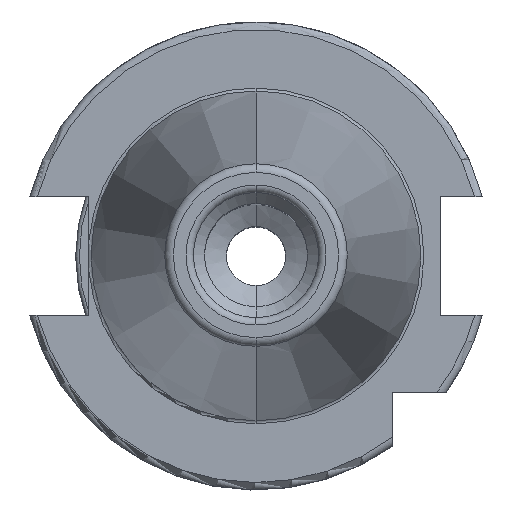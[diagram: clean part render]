
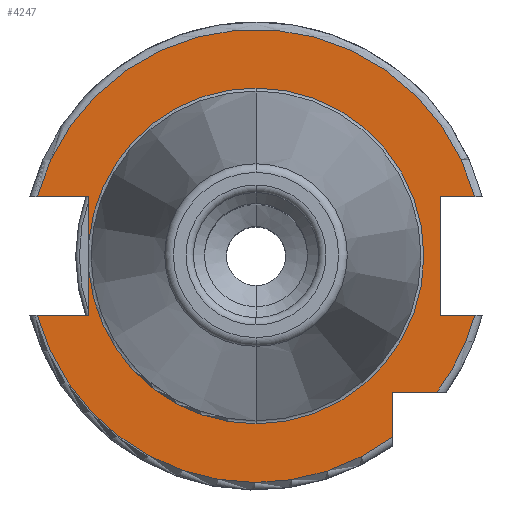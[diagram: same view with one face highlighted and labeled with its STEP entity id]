
A CAD part, top view. The second image highlights one B-rep face of the part: STEP entity #4247.
In plain terms, the highlighted planar face has unit normal (0, 0, 1).
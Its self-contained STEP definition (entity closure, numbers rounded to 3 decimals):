
#906=CARTESIAN_POINT('',(0,0,15.9));
#907=DIRECTION('',(0,0,-1));
#908=DIRECTION('',(0,1,0));
#909=AXIS2_PLACEMENT_3D('',#906,#907,#908);
#921=CARTESIAN_POINT('',(0,0,15.9));
#922=DIRECTION('',(0,0,1));
#923=DIRECTION('',(0,1,0));
#924=AXIS2_PLACEMENT_3D('',#921,#922,#923);
#936=CARTESIAN_POINT('',(0,0,15.9));
#937=DIRECTION('',(0,0,1));
#938=DIRECTION('',(-0.996,-0.094,0));
#939=AXIS2_PLACEMENT_3D('',#936,#937,#938);
#1728=CARTESIAN_POINT('',(0,0,15.9));
#1729=DIRECTION('',(0,0,1));
#1730=DIRECTION('',(0.965,0.262,0));
#1731=AXIS2_PLACEMENT_3D('',#1728,#1729,#1730);
#1779=CARTESIAN_POINT('',(0,0,15.9));
#1780=DIRECTION('',(0,0,1));
#1781=DIRECTION('',(-0.965,-0.262,0));
#1782=AXIS2_PLACEMENT_3D('',#1779,#1780,#1781);
#1795=DIRECTION('',(1,0,0));
#1796=VECTOR('',#1795,7.004);
#1797=CARTESIAN_POINT('',(-29.704,-8.05,15.9));
#1798=LINE('',#1797,#1796);
#1799=DIRECTION('',(0,1,0));
#1800=VECTOR('',#1799,5.917);
#1801=CARTESIAN_POINT('',(-22.7,-8.05,15.9));
#1802=LINE('',#1801,#1800);
#1803=DIRECTION('',(0,1,0));
#1804=VECTOR('',#1803,5.917);
#1805=CARTESIAN_POINT('',(-22.7,2.133,15.9));
#1806=LINE('',#1805,#1804);
#1807=DIRECTION('',(1,0,0));
#1808=VECTOR('',#1807,7.004);
#1809=CARTESIAN_POINT('',(-29.704,8.05,15.9));
#1810=LINE('',#1809,#1808);
#1811=DIRECTION('',(-1,0,0));
#1812=VECTOR('',#1811,4.704);
#1813=CARTESIAN_POINT('',(29.704,8.05,15.9));
#1814=LINE('',#1813,#1812);
#1815=DIRECTION('',(0,-1,0));
#1816=VECTOR('',#1815,16.1);
#1817=CARTESIAN_POINT('',(25,8.05,15.9));
#1818=LINE('',#1817,#1816);
#1819=DIRECTION('',(-1,0,0));
#1820=VECTOR('',#1819,4.704);
#1821=CARTESIAN_POINT('',(29.704,-8.05,15.9));
#1822=LINE('',#1821,#1820);
#1823=CARTESIAN_POINT('',(0,0,15.9));
#1824=DIRECTION('',(0,0,1));
#1825=DIRECTION('',(0.799,-0.601,0));
#1826=AXIS2_PLACEMENT_3D('',#1823,#1824,#1825);
#1828=DIRECTION('',(-1,0,0));
#1829=VECTOR('',#1828,6.094);
#1830=CARTESIAN_POINT('',(24.594,-18.5,15.9));
#1831=LINE('',#1830,#1829);
#1832=DIRECTION('',(0,1,0));
#1833=VECTOR('',#1832,6.094);
#1834=CARTESIAN_POINT('',(18.5,-24.594,15.9));
#1835=LINE('',#1834,#1833);
#1845=CARTESIAN_POINT('',(0,22.8,15.9));
#1847=VERTEX_POINT('',#1845);
#1867=CARTESIAN_POINT('',(0,-22.8,15.9));
#1869=VERTEX_POINT('',#1867);
#2007=CARTESIAN_POINT('',(-29.704,-8.05,15.9));
#2008=CARTESIAN_POINT('',(-22.7,-8.05,15.9));
#2009=VERTEX_POINT('',#2007);
#2010=VERTEX_POINT('',#2008);
#2011=CARTESIAN_POINT('',(-22.7,-2.133,15.9));
#2012=VERTEX_POINT('',#2011);
#2013=CARTESIAN_POINT('',(-22.7,2.133,15.9));
#2014=CARTESIAN_POINT('',(-22.7,8.05,15.9));
#2015=VERTEX_POINT('',#2013);
#2016=VERTEX_POINT('',#2014);
#2017=CARTESIAN_POINT('',(-29.704,8.05,15.9));
#2018=VERTEX_POINT('',#2017);
#2019=CARTESIAN_POINT('',(25,8.05,15.9));
#2020=CARTESIAN_POINT('',(25,-8.05,15.9));
#2021=VERTEX_POINT('',#2019);
#2022=VERTEX_POINT('',#2020);
#2023=CARTESIAN_POINT('',(29.704,-8.05,15.9));
#2024=VERTEX_POINT('',#2023);
#2025=CARTESIAN_POINT('',(29.704,8.05,15.9));
#2026=VERTEX_POINT('',#2025);
#2027=CARTESIAN_POINT('',(18.5,-24.594,15.9));
#2028=CARTESIAN_POINT('',(18.5,-18.5,15.9));
#2029=VERTEX_POINT('',#2027);
#2030=VERTEX_POINT('',#2028);
#2031=CARTESIAN_POINT('',(24.594,-18.5,15.9));
#2032=VERTEX_POINT('',#2031);
#4223=CARTESIAN_POINT('',(0,0,15.9));
#4224=DIRECTION('',(0,0,-1));
#4225=DIRECTION('',(0,-1,0));
#4226=AXIS2_PLACEMENT_3D('',#4223,#4224,#4225);
#4227=PLANE('',#4226);
#4228=ORIENTED_EDGE('',*,*,#3415,.T.);
#4229=ORIENTED_EDGE('',*,*,#3400,.T.);
#4230=ORIENTED_EDGE('',*,*,#3381,.T.);
#4231=ORIENTED_EDGE('',*,*,#3361,.F.);
#4232=ORIENTED_EDGE('',*,*,#3376,.T.);
#4233=ORIENTED_EDGE('',*,*,#3397,.T.);
#4235=ORIENTED_EDGE('',*,*,#4234,.F.);
#4236=ORIENTED_EDGE('',*,*,#4200,.F.);
#4238=ORIENTED_EDGE('',*,*,#4237,.T.);
#4239=ORIENTED_EDGE('',*,*,#3532,.T.);
#4240=ORIENTED_EDGE('',*,*,#3697,.F.);
#4241=ORIENTED_EDGE('',*,*,#4190,.F.);
#4242=ORIENTED_EDGE('',*,*,#3754,.T.);
#4243=ORIENTED_EDGE('',*,*,#3807,.F.);
#4244=ORIENTED_EDGE('',*,*,#4217,.F.);
#4245=EDGE_LOOP('',(#4228,#4229,#4230,#4231,#4232,#4233,#4235,#4236,#4238,#4239,
#4240,#4241,#4242,#4243,#4244));
#4246=FACE_OUTER_BOUND('',#4245,.F.);
#4247=ADVANCED_FACE('',(#4246),#4227,.F.);
#910=CIRCLE('',#909,22.8);
#925=CIRCLE('',#924,22.8);
#940=CIRCLE('',#939,22.8);
#1732=CIRCLE('',#1731,30.775);
#1783=CIRCLE('',#1782,30.775);
#1827=CIRCLE('',#1826,30.775);
#3361=EDGE_CURVE('',#1847,#1869,#910,.T.);
#3376=EDGE_CURVE('',#1847,#2015,#925,.T.);
#3381=EDGE_CURVE('',#2012,#1869,#940,.T.);
#3397=EDGE_CURVE('',#2015,#2016,#1806,.T.);
#3400=EDGE_CURVE('',#2010,#2012,#1802,.T.);
#3415=EDGE_CURVE('',#2009,#2010,#1798,.T.);
#3532=EDGE_CURVE('',#2021,#2022,#1818,.T.);
#3697=EDGE_CURVE('',#2024,#2022,#1822,.T.);
#3754=EDGE_CURVE('',#2032,#2030,#1831,.T.);
#3807=EDGE_CURVE('',#2029,#2030,#1835,.T.);
#4190=EDGE_CURVE('',#2032,#2024,#1827,.T.);
#4200=EDGE_CURVE('',#2026,#2018,#1732,.T.);
#4217=EDGE_CURVE('',#2009,#2029,#1783,.T.);
#4234=EDGE_CURVE('',#2018,#2016,#1810,.T.);
#4237=EDGE_CURVE('',#2026,#2021,#1814,.T.);
